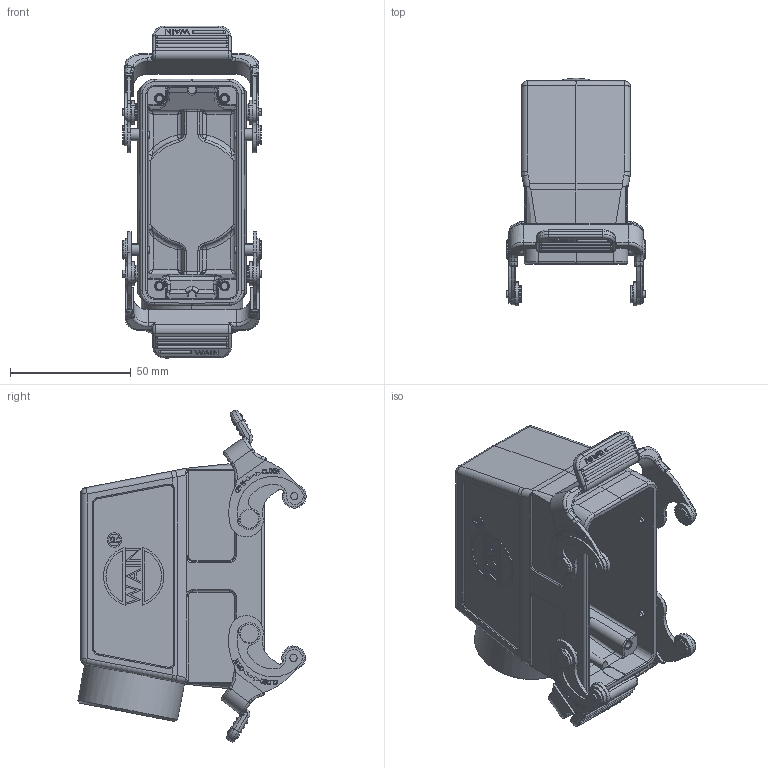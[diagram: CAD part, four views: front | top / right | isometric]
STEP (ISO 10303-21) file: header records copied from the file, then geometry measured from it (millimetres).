
FILE_DESCRIPTION((''),'2;1');
FILE_NAME('3D_1110165415011_H16B-SEH-2L_SC','2020-10-14T',('xk.he'),(''),'CREO PARAMETRIC BY PTC INC, 2016130','CREO PARAMETRIC BY PTC INC, 2016130','');
FILE_SCHEMA(('CONFIG_CONTROL_DESIGN'));
Products named in the file (1): 3D_1110165415011_H16B-SEH-2L_SC
Bounding box: 57.5 x 94.44 x 137.33 mm (x, y, z)
Surface area: 70824.3 mm2 (no closed solid volume)
Topology: 0 solids, 69 shells, 1961 faces, 5448 edges, 3611 vertices
Faces by surface type: plane 869, cylinder 510, bspline 199, extrusion 164, torus 107, cone 72, sphere 40
Entity records: 75155 total; most frequent: CARTESIAN_POINT 26556, ORIENTED_EDGE 10255, DIRECTION 9250, EDGE_CURVE 5414, VERTEX_POINT 3611, VECTOR 3104, AXIS2_PLACEMENT_3D 3073, LINE 2940
